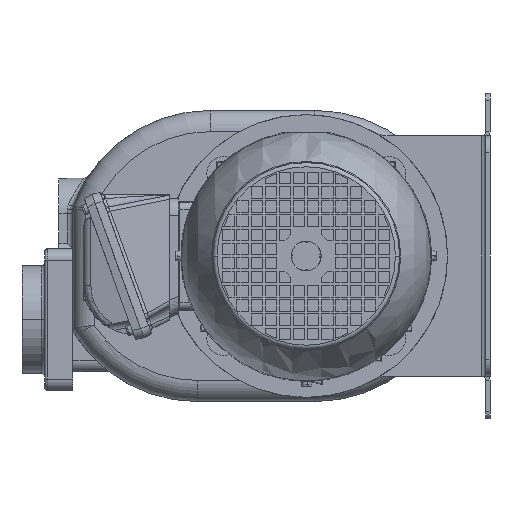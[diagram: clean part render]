
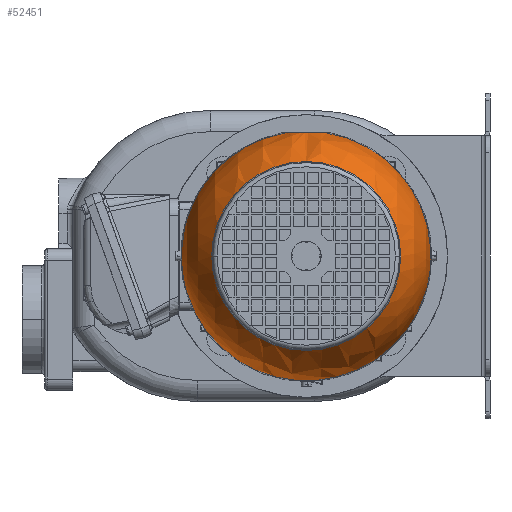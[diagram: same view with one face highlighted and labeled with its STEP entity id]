
A CAD part, left-side view. The second image highlights one B-rep face of the part: STEP entity #52451.
In plain terms, the highlighted spherical face has radius 88.248 mm.
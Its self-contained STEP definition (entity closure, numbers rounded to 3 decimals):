
#8033=CARTESIAN_POINT('',(-219.31,-14.61,87.));
#8045=CARTESIAN_POINT('',(-219.31,14.61,87.));
#8467=CARTESIAN_POINT('',(-219.31,0.,0.));
#8468=DIRECTION('',(1.,0.,0.));
#8469=DIRECTION('',(0.,-0.166,0.986));
#8470=AXIS2_PLACEMENT_3D('',#8467,#8468,#8469);
#8472=CARTESIAN_POINT('',(-217.,0.,87.));
#8473=DIRECTION('',(0.,0.,1.));
#8474=DIRECTION('',(-0.156,0.988,0.));
#8475=AXIS2_PLACEMENT_3D('',#8472,#8473,#8474);
#8477=CARTESIAN_POINT('',(-274.646,0.,0.));
#8478=DIRECTION('',(-1.,0.,0.));
#8479=DIRECTION('',(0.,-1.,0.));
#8480=AXIS2_PLACEMENT_3D('',#8477,#8478,#8479);
#8482=CARTESIAN_POINT('',(-274.646,0.,0.));
#8483=DIRECTION('',(-1.,0.,0.));
#8484=DIRECTION('',(0.,1.,0.));
#8485=AXIS2_PLACEMENT_3D('',#8482,#8483,#8484);
#41042=VERTEX_POINT('',#8033);
#41107=VERTEX_POINT('',#8045);
#42742=CARTESIAN_POINT('',(-274.646,66.818,
0.));
#42744=VERTEX_POINT('',#42742);
#42802=CARTESIAN_POINT('',(-274.646,-66.818,
0.));
#42803=VERTEX_POINT('',#42802);
#52436=CARTESIAN_POINT('',(-217.,0.,0.));
#52437=DIRECTION('',(0.,-1.,0.));
#52438=DIRECTION('',(0.,0.,-1.));
#52439=AXIS2_PLACEMENT_3D('',#52436,#52437,#52438);
#52440=SPHERICAL_SURFACE('',#52439,88.248);
#52441=ORIENTED_EDGE('',*,*,#52382,.T.);
#52442=ORIENTED_EDGE('',*,*,#52367,.T.);
#52443=EDGE_LOOP('',(#52441,#52442));
#52444=FACE_OUTER_BOUND('',#52443,.F.);
#52446=ORIENTED_EDGE('',*,*,#52445,.T.);
#52448=ORIENTED_EDGE('',*,*,#52447,.T.);
#52449=EDGE_LOOP('',(#52446,#52448));
#52450=FACE_BOUND('',#52449,.F.);
#52451=ADVANCED_FACE('',(#52444,#52450),#52440,.T.);
#8471=CIRCLE('',#8470,88.218);
#8476=CIRCLE('',#8475,14.791);
#8481=CIRCLE('',#8480,66.818);
#8486=CIRCLE('',#8485,66.818);
#52367=EDGE_CURVE('',#41107,#41042,#8476,.T.);
#52382=EDGE_CURVE('',#41042,#41107,#8471,.T.);
#52445=EDGE_CURVE('',#42803,#42744,#8481,.T.);
#52447=EDGE_CURVE('',#42744,#42803,#8486,.T.);
